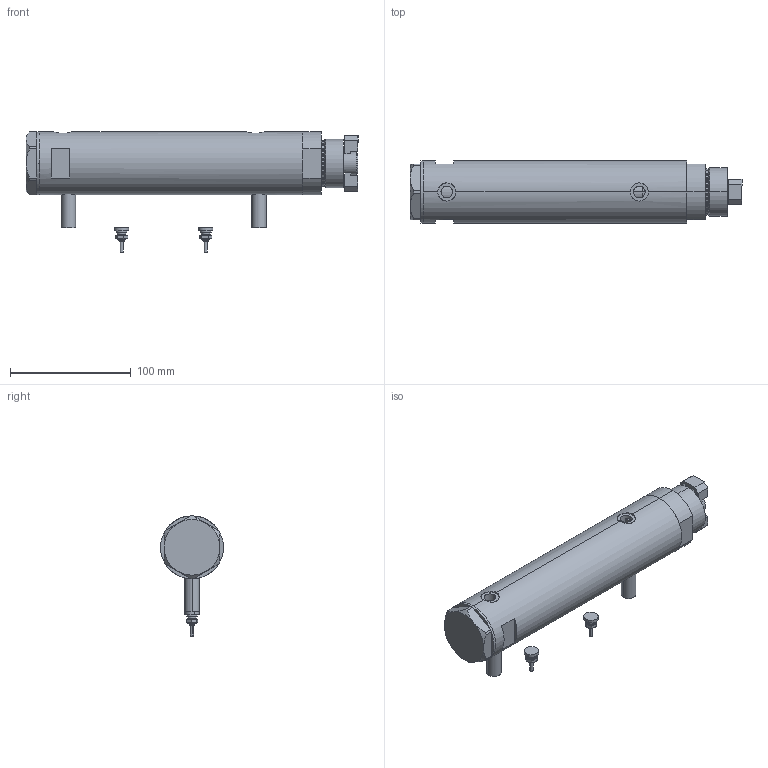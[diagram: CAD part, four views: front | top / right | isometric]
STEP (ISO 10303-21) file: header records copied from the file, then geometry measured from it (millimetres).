
FILE_DESCRIPTION (( 'STEP AP203' ), '1' );
FILE_NAME ('f887.STEP', '2024-02-11T14:25:57', ( '' ), ( '' ), 'SwSTEP 2.0', 'SolidWorks 2019', '' );
FILE_SCHEMA (( 'CONFIG_CONTROL_DESIGN' ));
Length unit declared in the file: millimetre
Products named in the file (7): V270CG_BACK afa3f48782f13631272c26114d882c0b; V270CG_MIDDLE afa3f48782f13631272c26114d882c0b; V270CG_VC afa3f48782f13631272c26114d882c0b; Switch afa3f48782f13631272c26114d882c0b; V270CG_FRONT afa3f48782f13631272c26114d882c0b; f887; V270CG_RF211D afa3f48782f13631272c26114d882c0b
Assembly tree (8 placements, depth 2):
  f887
    V270CG_MIDDLE afa3f48782f13631272c26114d882c0b
    V270CG_BACK afa3f48782f13631272c26114d882c0b
    V270CG_FRONT afa3f48782f13631272c26114d882c0b
    V270CG_VC afa3f48782f13631272c26114d882c0b
    V270CG_RF211D afa3f48782f13631272c26114d882c0b  x2
    Switch afa3f48782f13631272c26114d882c0b  x2
Bounding box: 274.6 x 52 x 99.4 mm (x, y, z)
Volume: 508857.2 mm3; surface area: 112800 mm2
Topology: 8 solids, 8 shells, 266 faces, 591 edges, 363 vertices
Faces by surface type: plane 117, cylinder 85, cone 40, torus 24
Entity records: 7036 total; most frequent: CARTESIAN_POINT 1725, DIRECTION 1009, ORIENTED_EDGE 894, EDGE_CURVE 447, AXIS2_PLACEMENT_3D 415, VERTEX_POINT 275, EDGE_LOOP 228, CIRCLE 204
